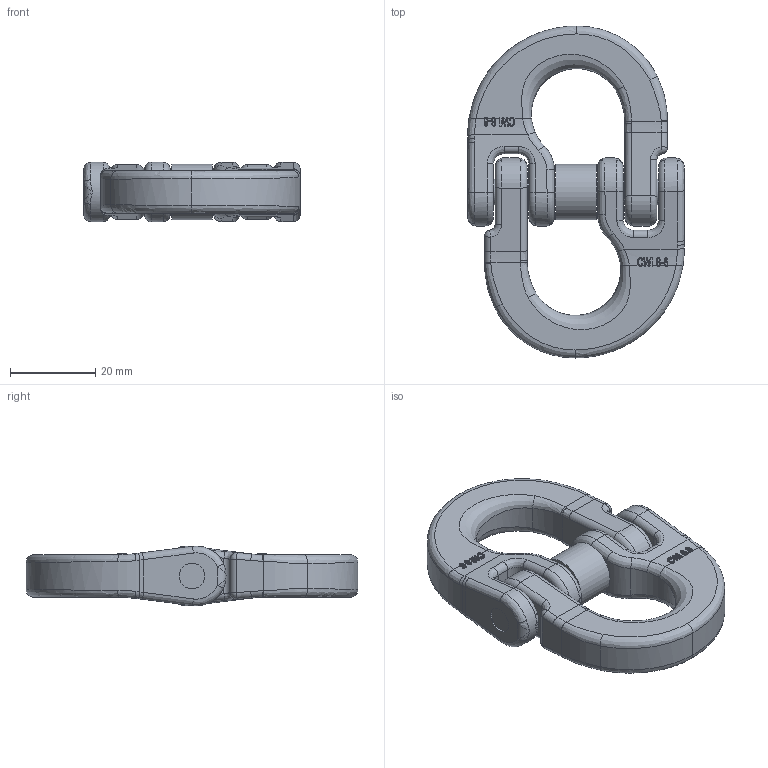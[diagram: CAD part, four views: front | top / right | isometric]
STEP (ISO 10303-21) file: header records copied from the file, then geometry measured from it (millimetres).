
FILE_DESCRIPTION(/* description */ (''),/* implementation_level */ '2;1');
FILE_NAME(/* name */ 'CWI 8-6 Kundenmodell.stp',/* time_stamp */ '2017-01-27T15:03:58+01:00',/* author */ (''),/* organization */ (''),/* preprocessor_version */ 'ST-DEVELOPER v15',/* originating_system */ 'SIEMENS PLM Software NX 9.0',/* authorisation */ '');
FILE_SCHEMA (('AUTOMOTIVE_DESIGN { 1 0 10303 214 3 1 1 1 }'));
Length unit declared in the file: millimetre
Products named in the file (1): KSE34EC9D2Efm5n
Bounding box: 50.88 x 78 x 13.99 mm (x, y, z)
Volume: 24530 mm3; surface area: 11618.1 mm2
Topology: 10 solids, 10 shells, 353 faces, 873 edges, 512 vertices
Faces by surface type: bspline 104, plane 92, cylinder 87, extrusion 46, torus 20, sphere 4
Full cylindrical faces by diameter (mm): 5.5 x1, 6 x7, 13 x1
Entity records: 13549 total; most frequent: CARTESIAN_POINT 6636, ORIENTED_EDGE 1660, DIRECTION 1032, EDGE_CURVE 830, VERTEX_POINT 506, EDGE_LOOP 388, AXIS2_PLACEMENT_3D 370, ADVANCED_FACE 353
